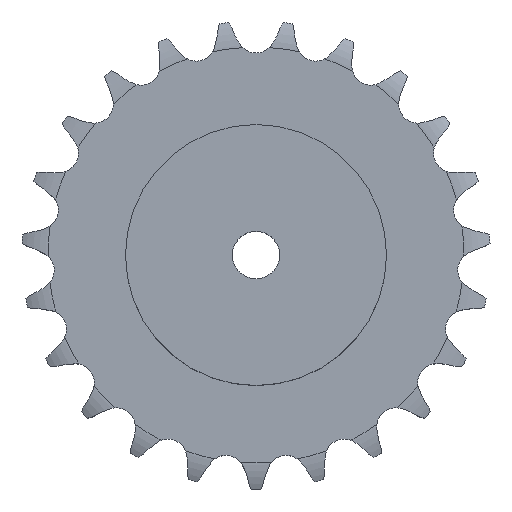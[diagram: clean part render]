
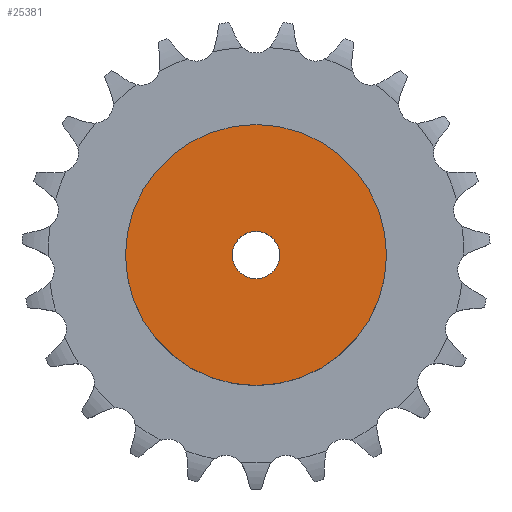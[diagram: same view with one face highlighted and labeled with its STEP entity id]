
A CAD part, top view. The second image highlights one B-rep face of the part: STEP entity #25381.
In plain terms, the highlighted planar face has unit normal (0, 0, 1).
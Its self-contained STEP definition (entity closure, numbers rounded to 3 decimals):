
#3231 = CYLINDRICAL_SURFACE('',#3232,55.);
#3232 = AXIS2_PLACEMENT_3D('',#3233,#3234,#3235);
#3233 = CARTESIAN_POINT('',(0.,0.,0.));
#3234 = DIRECTION('',(-0.,-0.,-1.));
#3235 = DIRECTION('',(1.,0.,0.));
#16120 = VERTEX_POINT('',#16121);
#16121 = CARTESIAN_POINT('',(55.,0.,50.));
#16142 = EDGE_CURVE('',#16120,#16120,#16143,.T.);
#16143 = SURFACE_CURVE('',#16144,(#16149,#16156),.PCURVE_S1.);
#16144 = CIRCLE('',#16145,55.);
#16145 = AXIS2_PLACEMENT_3D('',#16146,#16147,#16148);
#16146 = CARTESIAN_POINT('',(0.,0.,50.));
#16147 = DIRECTION('',(0.,0.,1.));
#16148 = DIRECTION('',(1.,0.,0.));
#16149 = PCURVE('',#3231,#16150);
#16150 = DEFINITIONAL_REPRESENTATION('',(#16151),#16155);
#16151 = LINE('',#16152,#16153);
#16152 = CARTESIAN_POINT('',(-0.,-50.));
#16153 = VECTOR('',#16154,1.);
#16154 = DIRECTION('',(-1.,0.));
#16155 = ( GEOMETRIC_REPRESENTATION_CONTEXT(2) 
PARAMETRIC_REPRESENTATION_CONTEXT() REPRESENTATION_CONTEXT('2D SPACE',''
  ) );
#16156 = PCURVE('',#16157,#16162);
#16157 = PLANE('',#16158);
#16158 = AXIS2_PLACEMENT_3D('',#16159,#16160,#16161);
#16159 = CARTESIAN_POINT('',(0.,0.,50.)
  );
#16160 = DIRECTION('',(0.,0.,1.));
#16161 = DIRECTION('',(1.,0.,0.));
#16162 = DEFINITIONAL_REPRESENTATION('',(#16163),#16167);
#16163 = CIRCLE('',#16164,55.);
#16164 = AXIS2_PLACEMENT_2D('',#16165,#16166);
#16165 = CARTESIAN_POINT('',(0.,0.));
#16166 = DIRECTION('',(1.,0.));
#16167 = ( GEOMETRIC_REPRESENTATION_CONTEXT(2) 
PARAMETRIC_REPRESENTATION_CONTEXT() REPRESENTATION_CONTEXT('2D SPACE',''
  ) );
#21652 = CYLINDRICAL_SURFACE('',#21653,10.);
#21653 = AXIS2_PLACEMENT_3D('',#21654,#21655,#21656);
#21654 = CARTESIAN_POINT('',(0.,0.,307.883));
#21655 = DIRECTION('',(0.,0.,1.));
#21656 = DIRECTION('',(1.,0.,0.));
#25381 = ADVANCED_FACE('',(#25382,#25385),#16157,.T.);
#25382 = FACE_BOUND('',#25383,.T.);
#25383 = EDGE_LOOP('',(#25384));
#25384 = ORIENTED_EDGE('',*,*,#16142,.T.);
#25385 = FACE_BOUND('',#25386,.T.);
#25386 = EDGE_LOOP('',(#25387));
#25387 = ORIENTED_EDGE('',*,*,#25388,.F.);
#25388 = EDGE_CURVE('',#25389,#25389,#25391,.T.);
#25389 = VERTEX_POINT('',#25390);
#25390 = CARTESIAN_POINT('',(10.,0.,50.));
#25391 = SURFACE_CURVE('',#25392,(#25397,#25404),.PCURVE_S1.);
#25392 = CIRCLE('',#25393,10.);
#25393 = AXIS2_PLACEMENT_3D('',#25394,#25395,#25396);
#25394 = CARTESIAN_POINT('',(0.,0.,50.));
#25395 = DIRECTION('',(0.,0.,1.));
#25396 = DIRECTION('',(1.,0.,0.));
#25397 = PCURVE('',#16157,#25398);
#25398 = DEFINITIONAL_REPRESENTATION('',(#25399),#25403);
#25399 = CIRCLE('',#25400,10.);
#25400 = AXIS2_PLACEMENT_2D('',#25401,#25402);
#25401 = CARTESIAN_POINT('',(0.,0.));
#25402 = DIRECTION('',(1.,0.));
#25403 = ( GEOMETRIC_REPRESENTATION_CONTEXT(2) 
PARAMETRIC_REPRESENTATION_CONTEXT() REPRESENTATION_CONTEXT('2D SPACE',''
  ) );
#25404 = PCURVE('',#21652,#25405);
#25405 = DEFINITIONAL_REPRESENTATION('',(#25406),#25410);
#25406 = LINE('',#25407,#25408);
#25407 = CARTESIAN_POINT('',(0.,-257.883));
#25408 = VECTOR('',#25409,1.);
#25409 = DIRECTION('',(1.,0.));
#25410 = ( GEOMETRIC_REPRESENTATION_CONTEXT(2) 
PARAMETRIC_REPRESENTATION_CONTEXT() REPRESENTATION_CONTEXT('2D SPACE',''
  ) );
